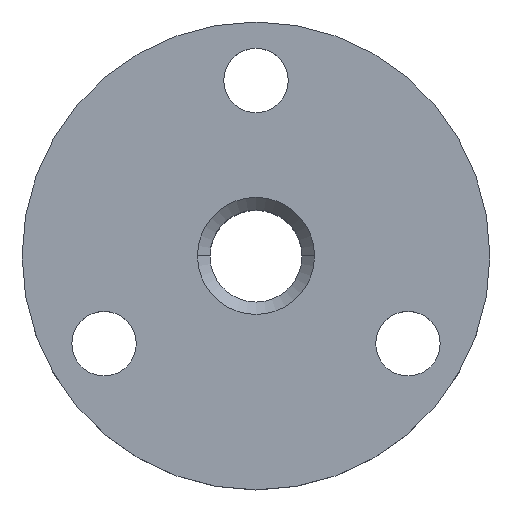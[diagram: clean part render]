
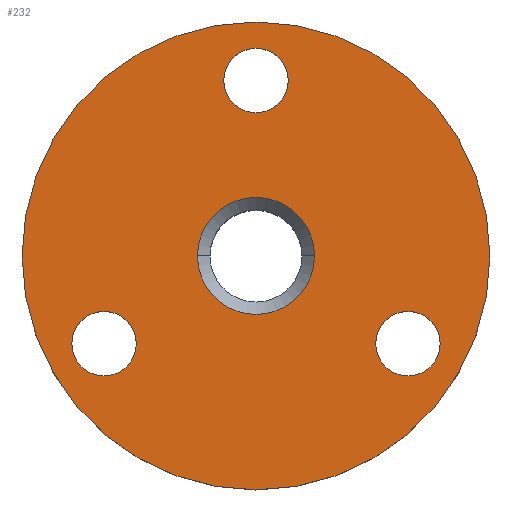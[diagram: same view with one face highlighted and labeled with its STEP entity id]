
A CAD part, top view. The second image highlights one B-rep face of the part: STEP entity #232.
In plain terms, the highlighted planar face has unit normal (0, 0, 1).
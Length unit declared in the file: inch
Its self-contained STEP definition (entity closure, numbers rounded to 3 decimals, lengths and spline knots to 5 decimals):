
#1 = ORIENTED_EDGE ( 'NONE', *, *, #150, .F. ) ;
#18 = DIRECTION ( 'NONE',  ( 0., 0., 1. ) ) ;
#24 = DIRECTION ( 'NONE',  ( -1., 0., 0. ) ) ;
#31 = ORIENTED_EDGE ( 'NONE', *, *, #833, .F. ) ;
#38 = CARTESIAN_POINT ( 'NONE',  ( 0., 0., 0. ) ) ;
#50 = CARTESIAN_POINT ( 'NONE',  ( 0., 0., 0. ) ) ;
#53 = AXIS2_PLACEMENT_3D ( 'NONE', #38, #309, #362 ) ;
#89 = CIRCLE ( 'NONE', #713, 0.5 ) ;
#97 = AXIS2_PLACEMENT_3D ( 'NONE', #115, #375, #633 ) ;
#103 = CIRCLE ( 'NONE', #178, 0.0689 ) ;
#105 = DIRECTION ( 'NONE',  ( 0., 0., -1. ) ) ;
#115 = CARTESIAN_POINT ( 'NONE',  ( 0., 0.375, 0. ) ) ;
#118 = EDGE_LOOP ( 'NONE', ( #230, #372 ) ) ;
#123 = CIRCLE ( 'NONE', #818, 0.0689 ) ;
#125 = VERTEX_POINT ( 'NONE', #836 ) ;
#128 = EDGE_CURVE ( 'NONE', #436, #751, #89, .T. ) ;
#150 = EDGE_CURVE ( 'NONE', #359, #699, #325, .T. ) ;
#153 = EDGE_CURVE ( 'NONE', #291, #454, #289, .T. ) ;
#160 = AXIS2_PLACEMENT_3D ( 'NONE', #482, #18, #677 ) ;
#172 = EDGE_LOOP ( 'NONE', ( #757, #430 ) ) ;
#173 = DIRECTION ( 'NONE',  ( -1., 0., 0. ) ) ;
#178 = AXIS2_PLACEMENT_3D ( 'NONE', #774, #569, #173 ) ;
#185 = PLANE ( 'NONE',  #772 ) ;
#188 = CARTESIAN_POINT ( 'NONE',  ( -0.125, 0., 0. ) ) ;
#201 = FACE_BOUND ( 'NONE', #408, .T. ) ;
#208 = EDGE_LOOP ( 'NONE', ( #1, #315 ) ) ;
#213 = CARTESIAN_POINT ( 'NONE',  ( -0.39366, -0.1875, 0. ) ) ;
#218 = FACE_BOUND ( 'NONE', #172, .T. ) ;
#230 = ORIENTED_EDGE ( 'NONE', *, *, #476, .F. ) ;
#231 = CARTESIAN_POINT ( 'NONE',  ( -0.32476, -0.1875, 0. ) ) ;
#232 = ADVANCED_FACE ( 'NONE', ( #239, #201, #570, #218, #703 ), #185, .F. ) ;
#239 = FACE_OUTER_BOUND ( 'NONE', #819, .T. ) ;
#247 = DIRECTION ( 'NONE',  ( -1., 0., 0. ) ) ;
#253 = EDGE_CURVE ( 'NONE', #797, #835, #568, .T. ) ;
#278 = CARTESIAN_POINT ( 'NONE',  ( -0.32476, -0.1875, 0. ) ) ;
#287 = CARTESIAN_POINT ( 'NONE',  ( 0.0689, 0.375, 0. ) ) ;
#289 = CIRCLE ( 'NONE', #760, 0.0689 ) ;
#291 = VERTEX_POINT ( 'NONE', #796 ) ;
#299 = EDGE_CURVE ( 'NONE', #454, #291, #123, .T. ) ;
#309 = DIRECTION ( 'NONE',  ( 0., 0., 1. ) ) ;
#315 = ORIENTED_EDGE ( 'NONE', *, *, #516, .F. ) ;
#318 = CARTESIAN_POINT ( 'NONE',  ( 0.5, 0., 0. ) ) ;
#322 = DIRECTION ( 'NONE',  ( -1., 0., 0. ) ) ;
#325 = CIRCLE ( 'NONE', #53, 0.125 ) ;
#345 = ORIENTED_EDGE ( 'NONE', *, *, #128, .F. ) ;
#350 = DIRECTION ( 'NONE',  ( 0., 0., 1. ) ) ;
#359 = VERTEX_POINT ( 'NONE', #743 ) ;
#362 = DIRECTION ( 'NONE',  ( 1., 0., 0. ) ) ;
#372 = ORIENTED_EDGE ( 'NONE', *, *, #590, .F. ) ;
#375 = DIRECTION ( 'NONE',  ( 0., 0., 1. ) ) ;
#376 = ORIENTED_EDGE ( 'NONE', *, *, #299, .F. ) ;
#387 = DIRECTION ( 'NONE',  ( 0., 0., -1. ) ) ;
#408 = EDGE_LOOP ( 'NONE', ( #376, #474 ) ) ;
#414 = AXIS2_PLACEMENT_3D ( 'NONE', #853, #455, #665 ) ;
#430 = ORIENTED_EDGE ( 'NONE', *, *, #563, .F. ) ;
#436 = VERTEX_POINT ( 'NONE', #678 ) ;
#454 = VERTEX_POINT ( 'NONE', #213 ) ;
#455 = DIRECTION ( 'NONE',  ( 0., 0., -1. ) ) ;
#474 = ORIENTED_EDGE ( 'NONE', *, *, #153, .F. ) ;
#476 = EDGE_CURVE ( 'NONE', #125, #533, #839, .T. ) ;
#482 = CARTESIAN_POINT ( 'NONE',  ( 0., 0.375, 0. ) ) ;
#490 = DIRECTION ( 'NONE',  ( 1., 0., 0. ) ) ;
#516 = EDGE_CURVE ( 'NONE', #699, #359, #855, .T. ) ;
#523 = DIRECTION ( 'NONE',  ( 0., 0., 1. ) ) ;
#529 = CARTESIAN_POINT ( 'NONE',  ( 0.39366, -0.1875, 0. ) ) ;
#533 = VERTEX_POINT ( 'NONE', #287 ) ;
#543 = DIRECTION ( 'NONE',  ( 0., 0., 1. ) ) ;
#563 = EDGE_CURVE ( 'NONE', #835, #797, #103, .T. ) ;
#564 = DIRECTION ( 'NONE',  ( 1., 0., 0. ) ) ;
#568 = CIRCLE ( 'NONE', #685, 0.0689 ) ;
#569 = DIRECTION ( 'NONE',  ( 0., 0., 1. ) ) ;
#570 = FACE_BOUND ( 'NONE', #118, .T. ) ;
#590 = EDGE_CURVE ( 'NONE', #533, #125, #807, .T. ) ;
#633 = DIRECTION ( 'NONE',  ( -1., 0., 0. ) ) ;
#665 = DIRECTION ( 'NONE',  ( 1., 0., 0. ) ) ;
#671 = CARTESIAN_POINT ( 'NONE',  ( 0.25586, -0.1875, 0. ) ) ;
#673 = AXIS2_PLACEMENT_3D ( 'NONE', #691, #350, #490 ) ;
#677 = DIRECTION ( 'NONE',  ( -1., 0., 0. ) ) ;
#678 = CARTESIAN_POINT ( 'NONE',  ( -0.5, 0., 0. ) ) ;
#685 = AXIS2_PLACEMENT_3D ( 'NONE', #848, #523, #247 ) ;
#691 = CARTESIAN_POINT ( 'NONE',  ( 0., 0., 0. ) ) ;
#699 = VERTEX_POINT ( 'NONE', #188 ) ;
#703 = FACE_BOUND ( 'NONE', #208, .T. ) ;
#713 = AXIS2_PLACEMENT_3D ( 'NONE', #759, #105, #564 ) ;
#743 = CARTESIAN_POINT ( 'NONE',  ( 0.125, 0., 0. ) ) ;
#751 = VERTEX_POINT ( 'NONE', #318 ) ;
#757 = ORIENTED_EDGE ( 'NONE', *, *, #253, .F. ) ;
#759 = CARTESIAN_POINT ( 'NONE',  ( 0., 0., 0. ) ) ;
#760 = AXIS2_PLACEMENT_3D ( 'NONE', #231, #764, #769 ) ;
#764 = DIRECTION ( 'NONE',  ( 0., 0., 1. ) ) ;
#769 = DIRECTION ( 'NONE',  ( -1., 0., 0. ) ) ;
#772 = AXIS2_PLACEMENT_3D ( 'NONE', #50, #387, #322 ) ;
#774 = CARTESIAN_POINT ( 'NONE',  ( 0.32476, -0.1875, 0. ) ) ;
#796 = CARTESIAN_POINT ( 'NONE',  ( -0.25586, -0.1875, 0. ) ) ;
#797 = VERTEX_POINT ( 'NONE', #671 ) ;
#804 = CIRCLE ( 'NONE', #414, 0.5 ) ;
#807 = CIRCLE ( 'NONE', #97, 0.0689 ) ;
#818 = AXIS2_PLACEMENT_3D ( 'NONE', #278, #543, #24 ) ;
#819 = EDGE_LOOP ( 'NONE', ( #31, #345 ) ) ;
#833 = EDGE_CURVE ( 'NONE', #751, #436, #804, .T. ) ;
#835 = VERTEX_POINT ( 'NONE', #529 ) ;
#836 = CARTESIAN_POINT ( 'NONE',  ( -0.0689, 0.375, 0. ) ) ;
#839 = CIRCLE ( 'NONE', #160, 0.0689 ) ;
#848 = CARTESIAN_POINT ( 'NONE',  ( 0.32476, -0.1875, 0. ) ) ;
#853 = CARTESIAN_POINT ( 'NONE',  ( 0., 0., 0. ) ) ;
#855 = CIRCLE ( 'NONE', #673, 0.125 ) ;
